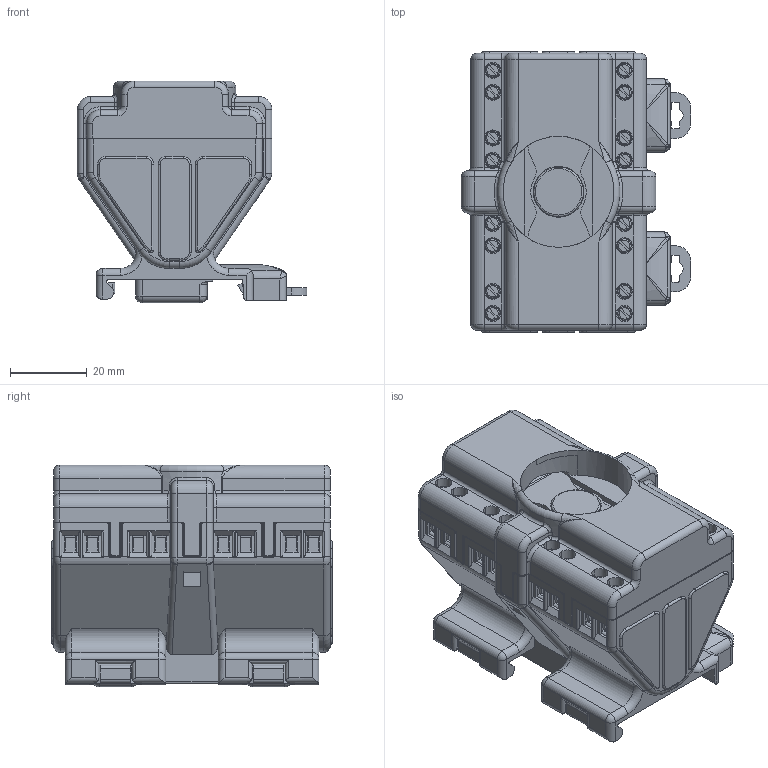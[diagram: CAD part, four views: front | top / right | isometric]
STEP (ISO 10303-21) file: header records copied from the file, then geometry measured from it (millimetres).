
FILE_DESCRIPTION((''),'2;1');
FILE_NAME('05-1141-0207_-0313_GEHAEUSE','2023-10-20T11:56:50',('Beil'),(''),'CREO PARAMETRIC BY PTC INC, 2019030','CREO PARAMETRIC BY PTC INC, 2019030','');
FILE_SCHEMA(('CONFIG_CONTROL_DESIGN','SHAPE_APPEARANCE_LAYERS_GROUPS'));
Products named in the file (1): 05-1141-0207_-0313_GEHAEUSE
Bounding box: 59.91 x 73.3 x 57.9 mm (x, y, z)
Volume: 130449.2 mm3; surface area: 44206.6 mm2
Topology: 3 solids, 7 shells, 2930 faces, 7998 edges, 5072 vertices
Faces by surface type: plane 1676, cylinder 788, torus 238, bspline 136, cone 68, sphere 24
Entity records: 133320 total; most frequent: CARTESIAN_POINT 25851, ORIENTED_EDGE 15988, DIRECTION 14872, PRESENTATION_STYLE_ASSIGNMENT 8821, STYLED_ITEM 7997, CURVE_STYLE 7994, EDGE_CURVE 7994, VECTOR 5336
